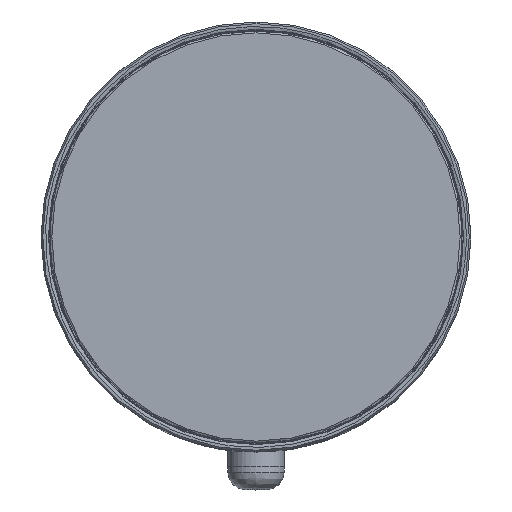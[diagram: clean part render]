
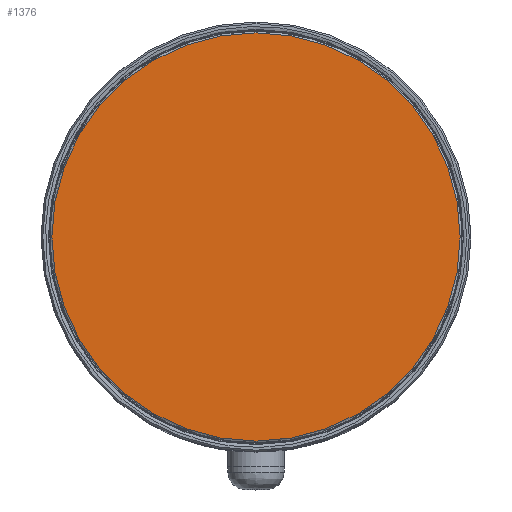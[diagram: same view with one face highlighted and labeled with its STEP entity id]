
A CAD part, top view. The second image highlights one B-rep face of the part: STEP entity #1376.
In plain terms, the highlighted planar face has unit normal (0, 0, 1).
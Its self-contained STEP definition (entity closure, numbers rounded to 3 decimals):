
#119=PLANE('',#1569);
#203=FACE_OUTER_BOUND('',#303,.T.);
#303=EDGE_LOOP('',(#1164));
#541=CIRCLE('',#1494,35.609);
#653=VERTEX_POINT('',#3030);
#793=EDGE_CURVE('',#653,#653,#541,.T.);
#1164=ORIENTED_EDGE('',*,*,#793,.T.);
#1376=ADVANCED_FACE('',(#203),#119,.T.);
#1494=AXIS2_PLACEMENT_3D('',#3031,#1780,#1781);
#1569=AXIS2_PLACEMENT_3D('',#3673,#1963,#1964);
#1780=DIRECTION('center_axis',(0.,0.,
1.));
#1781=DIRECTION('ref_axis',(1.,0.,0.));
#1963=DIRECTION('center_axis',(0.,0.,1.));
#1964=DIRECTION('ref_axis',(1.,0.,0.));
#3030=CARTESIAN_POINT('',(-35.609,0.,53.3));
#3031=CARTESIAN_POINT('Origin',(0.,0.,
53.3));
#3673=CARTESIAN_POINT('Origin',(0.,0.,53.3));
